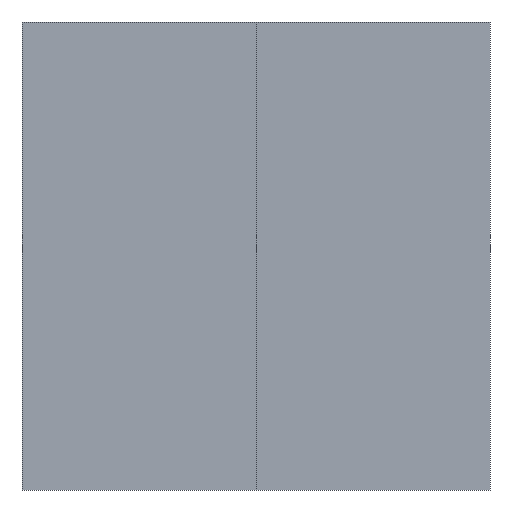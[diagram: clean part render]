
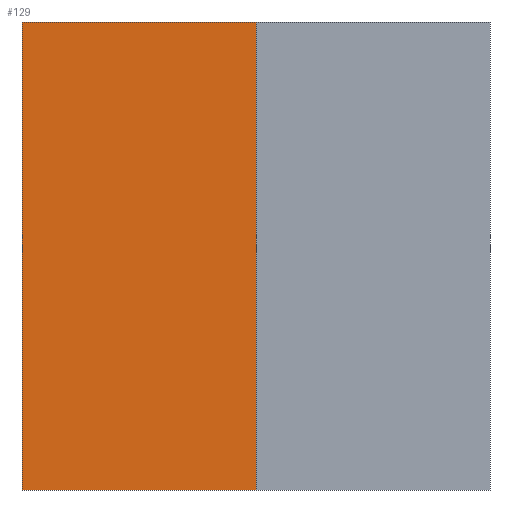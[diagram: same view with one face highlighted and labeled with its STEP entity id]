
A CAD part, front view. The second image highlights one B-rep face of the part: STEP entity #129.
In plain terms, the highlighted planar face has unit normal (0, -1, 0).
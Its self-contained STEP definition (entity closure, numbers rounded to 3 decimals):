
#8 = CARTESIAN_POINT ( 'NONE',  ( -500., 0., -1000. ) ) ;
#15 = CARTESIAN_POINT ( 'NONE',  ( 0., 0., -1000. ) ) ;
#21 = ORIENTED_EDGE ( 'NONE', *, *, #49, .F. ) ;
#26 = LINE ( 'NONE', #351, #217 ) ;
#35 = CARTESIAN_POINT ( 'NONE',  ( -1500., 0., 1000. ) ) ;
#39 = AXIS2_PLACEMENT_3D ( 'NONE', #134, #257, #106 ) ;
#49 = EDGE_CURVE ( 'NONE', #180, #226, #339, .T. ) ;
#81 = EDGE_CURVE ( 'NONE', #126, #226, #26, .T. ) ;
#88 = FACE_OUTER_BOUND ( 'NONE', #266, .T. ) ;
#95 = ORIENTED_EDGE ( 'NONE', *, *, #361, .F. ) ;
#99 = DIRECTION ( 'NONE',  ( 1., 0., 0. ) ) ;
#100 = VECTOR ( 'NONE', #99, 1000. ) ;
#101 = CARTESIAN_POINT ( 'NONE',  ( -500., 0., 1000. ) ) ;
#106 = DIRECTION ( 'NONE',  ( 0., 0., 1. ) ) ;
#126 = VERTEX_POINT ( 'NONE', #8 ) ;
#129 = ADVANCED_FACE ( 'NONE', ( #88 ), #224, .F. ) ;
#134 = CARTESIAN_POINT ( 'NONE',  ( 0., 0., 0. ) ) ;
#158 = VECTOR ( 'NONE', #267, 1000. ) ;
#161 = VERTEX_POINT ( 'NONE', #369 ) ;
#173 = DIRECTION ( 'NONE',  ( 0., 0., 1. ) ) ;
#175 = CARTESIAN_POINT ( 'NONE',  ( -1500., 0., 0. ) ) ;
#180 = VERTEX_POINT ( 'NONE', #35 ) ;
#193 = VECTOR ( 'NONE', #173, 1000. ) ;
#215 = ORIENTED_EDGE ( 'NONE', *, *, #81, .T. ) ;
#217 = VECTOR ( 'NONE', #373, 1000. ) ;
#224 = PLANE ( 'NONE',  #39 ) ;
#226 = VERTEX_POINT ( 'NONE', #101 ) ;
#250 = CARTESIAN_POINT ( 'NONE',  ( 0., 0., 1000. ) ) ;
#251 = LINE ( 'NONE', #15, #158 ) ;
#257 = DIRECTION ( 'NONE',  ( 0., 1., 0. ) ) ;
#266 = EDGE_LOOP ( 'NONE', ( #95, #297, #215, #21 ) ) ;
#267 = DIRECTION ( 'NONE',  ( 1., 0., 0. ) ) ;
#297 = ORIENTED_EDGE ( 'NONE', *, *, #391, .T. ) ;
#337 = LINE ( 'NONE', #175, #193 ) ;
#339 = LINE ( 'NONE', #250, #100 ) ;
#351 = CARTESIAN_POINT ( 'NONE',  ( -500., 0., 0. ) ) ;
#361 = EDGE_CURVE ( 'NONE', #161, #180, #337, .T. ) ;
#369 = CARTESIAN_POINT ( 'NONE',  ( -1500., 0., -1000. ) ) ;
#373 = DIRECTION ( 'NONE',  ( 0., 0., 1. ) ) ;
#391 = EDGE_CURVE ( 'NONE', #161, #126, #251, .T. ) ;
